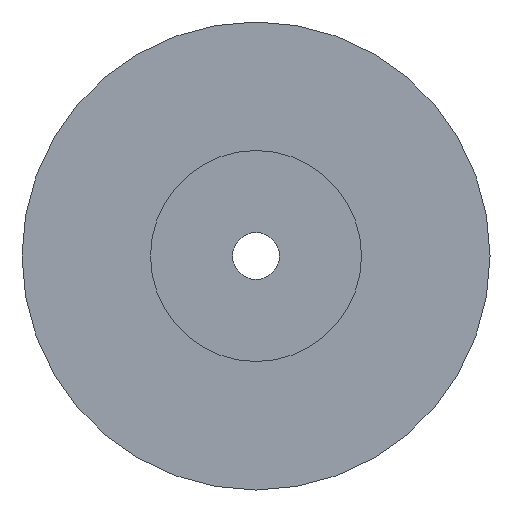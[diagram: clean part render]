
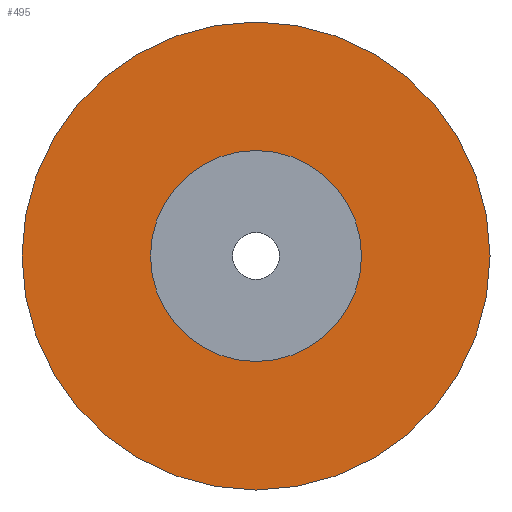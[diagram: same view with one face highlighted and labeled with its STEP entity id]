
A CAD part, front view. The second image highlights one B-rep face of the part: STEP entity #495.
In plain terms, the highlighted planar face has unit normal (0, -1, 0).
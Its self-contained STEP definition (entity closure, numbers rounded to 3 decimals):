
#29=FACE_BOUND('',#172,.T.);
#33=PLANE('',#567);
#141=FACE_OUTER_BOUND('',#171,.T.);
#171=EDGE_LOOP('',(#461));
#172=EDGE_LOOP('',(#462));
#197=CIRCLE('',#562,2.818);
#200=CIRCLE('',#566,6.25);
#245=VERTEX_POINT('',#1719);
#248=VERTEX_POINT('',#1727);
#315=EDGE_CURVE('',#245,#245,#197,.T.);
#320=EDGE_CURVE('',#248,#248,#200,.T.);
#461=ORIENTED_EDGE('',*,*,#320,.T.);
#462=ORIENTED_EDGE('',*,*,#315,.T.);
#495=ADVANCED_FACE('',(#141,#29),#33,.T.);
#562=AXIS2_PLACEMENT_3D('',#1720,#663,#664);
#566=AXIS2_PLACEMENT_3D('',#1729,#673,#674);
#567=AXIS2_PLACEMENT_3D('',#1730,#675,#676);
#663=DIRECTION('center_axis',(0.,1.,0.));
#664=DIRECTION('ref_axis',(1.,0.,0.));
#673=DIRECTION('center_axis',(0.,-1.,0.));
#674=DIRECTION('ref_axis',(1.,0.,0.));
#675=DIRECTION('center_axis',(0.,-1.,0.));
#676=DIRECTION('ref_axis',(1.,0.,0.));
#1719=CARTESIAN_POINT('',(-2.818,0.,0.));
#1720=CARTESIAN_POINT('Origin',(0.,0.,0.));
#1727=CARTESIAN_POINT('',(-6.25,0.,0.));
#1729=CARTESIAN_POINT('Origin',(0.,0.,0.));
#1730=CARTESIAN_POINT('Origin',(0.,0.,0.));
